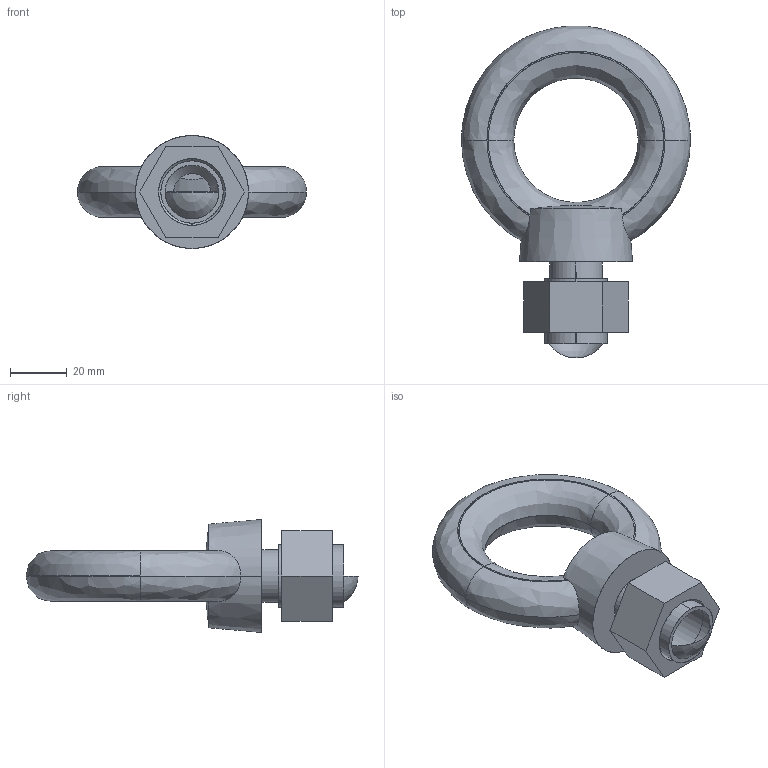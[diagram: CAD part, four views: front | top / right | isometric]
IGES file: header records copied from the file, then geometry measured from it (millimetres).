
Start section: SolidWorks IGES file using analytic representation for surfaces
Global section: file name: B-130-22.IGS; native system: SolidWorks 2007; preprocessor: SolidWorks 2007; author: 7sw; date: 090529.153034; units: millimetre
Bounding box: 81 x 117.42 x 40 mm (x, y, z)
Surface area: 20145.5 mm2 (no closed solid volume)
Topology: 0 solids, 0 shells, 37 faces, 794 edges, 793 vertices
Faces by surface type: bspline 23, revolution 14
